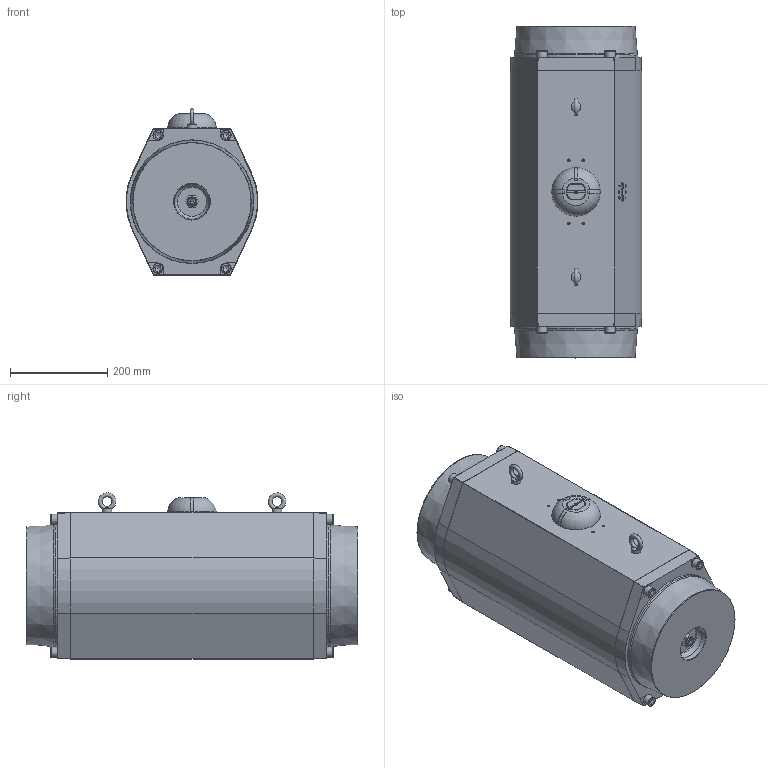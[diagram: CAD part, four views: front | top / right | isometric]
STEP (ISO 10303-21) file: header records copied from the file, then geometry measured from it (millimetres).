
FILE_DESCRIPTION(/* description */ ('Unknown'),/* implementation_level */ '2;1');
FILE_NAME(/* name */ 'GTA-255X90',/* time_stamp */ '2018-10-01T11:18:30+02:00',/* author */ ('Unknown'),/* organization */ ('Unknown'),/* preprocessor_version */ 'ST-DEVELOPER v16.7',/* originating_system */ 'DEX',/* authorisation */ $);
FILE_SCHEMA (('AP203_CONFIGURATION_CONTROLLED_3D_DESIGN_OF_MECHANICAL_PARTS_AND_ASSEMBLIES_MIM_LF { 1 0 10303 203 3 1 4 }','AP242_MANAGED_MODEL_BASED_3D_ENGINEERING_MIM_LF { 1 0 10303 442 1 1 4 }','AUTOMOTIVE_DESIGN {1 0 10303 214 3 1 1}'));
Length unit declared in the file: millimetre
Products named in the file (1): GTA-255X90
Bounding box: 270.98 x 683 x 342 mm (x, y, z)
Surface area: 894063.1 mm2 (no closed solid volume)
Topology: 0 solids, 28 shells, 341 faces, 1131 edges, 798 vertices
Faces by surface type: plane 157, cylinder 80, cone 65, torus 27, bspline 12
Full cylindrical faces by diameter (mm): 4.134 x9, 8.376 x1, 8.5 x1, 10 x1, 11.445 x2, 16 x2, 17.294 x4, 20 x2, 21 x8, 50 x1, 60 x2, 63 x1, 90 x1, 129.7 x1, 130.3 x1, 134 x1, 254.5 x2
Entity records: 12766 total; most frequent: CARTESIAN_POINT 3650, DIRECTION 1807, ORIENTED_EDGE 1505, EDGE_CURVE 962, VERTEX_POINT 767, AXIS2_PLACEMENT_3D 679, FACE_BOUND 514, EDGE_LOOP 491
